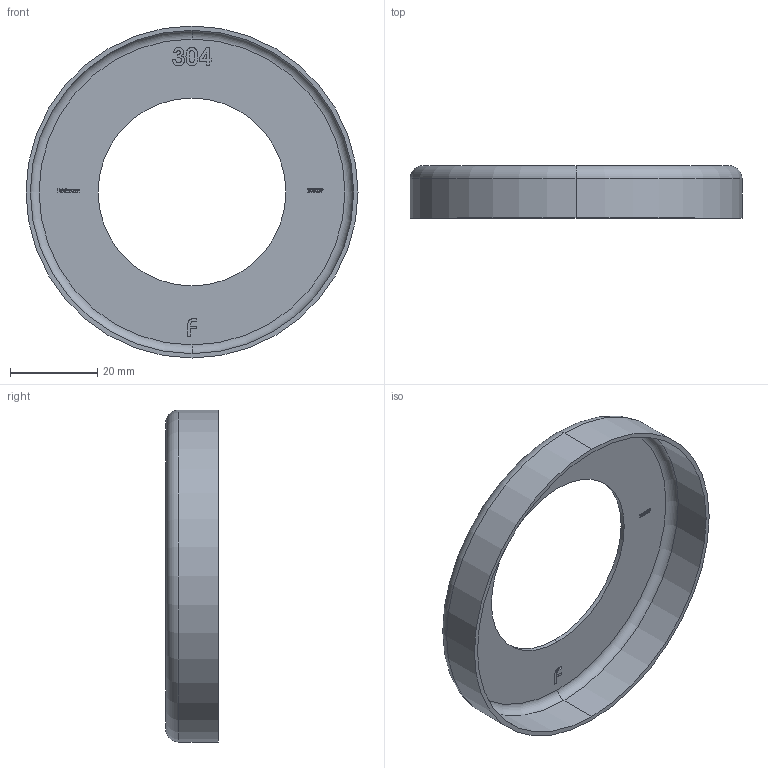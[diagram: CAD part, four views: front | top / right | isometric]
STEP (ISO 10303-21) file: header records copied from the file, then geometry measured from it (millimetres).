
FILE_DESCRIPTION (( 'STEP AP203' ), '1' );
FILE_NAME ('200039.step', '2020-11-05T12:45:14', ( '' ), ( '' ), 'SwSTEP 2.0', 'SolidWorks 2018', '' );
FILE_SCHEMA (( 'CONFIG_CONTROL_DESIGN' ));
Length unit declared in the file: millimetre
Products named in the file (2): 200039
Bounding box: 76 x 12 x 76 mm (x, y, z)
Volume: 5417.8 mm3; surface area: 11224.9 mm2
Topology: 1 solids, 1 shells, 262 faces, 692 edges, 460 vertices
Faces by surface type: bspline 129, plane 123, cylinder 6, torus 4
Entity records: 15569 total; most frequent: CARTESIAN_POINT 9785, ORIENTED_EDGE 1384, DIRECTION 724, EDGE_CURVE 692, VERTEX_POINT 460, VECTOR 414, LINE 414, EDGE_LOOP 292
